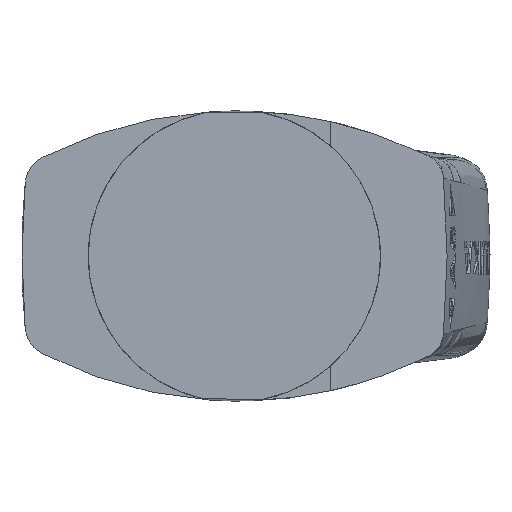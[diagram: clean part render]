
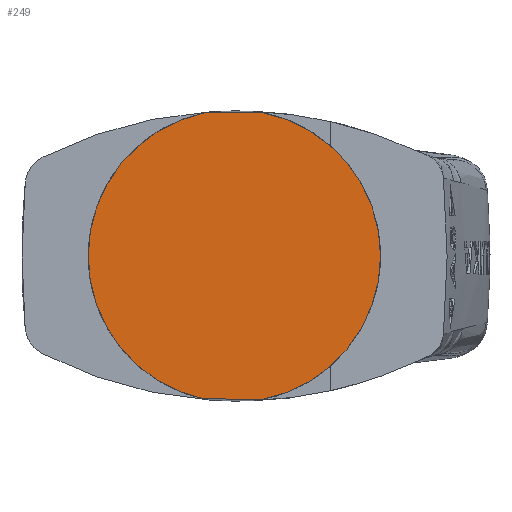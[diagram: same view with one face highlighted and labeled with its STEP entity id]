
A CAD part, top view. The second image highlights one B-rep face of the part: STEP entity #249.
In plain terms, the highlighted planar face has unit normal (0, 0, 1).
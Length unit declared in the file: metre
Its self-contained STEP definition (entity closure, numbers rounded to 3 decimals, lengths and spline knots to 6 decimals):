
#249 = ADVANCED_FACE( '', ( #698 ), #699, .T. );
#698 = FACE_OUTER_BOUND( '', #1457, .T. );
#699 = PLANE( '', #1458 );
#1457 = EDGE_LOOP( '', ( #5351, #5352, #5353, #5354 ) );
#1458 = AXIS2_PLACEMENT_3D( '', #5355, #5356, #5357 );
#5351 = ORIENTED_EDGE( '', *, *, #7119, .T. );
#5352 = ORIENTED_EDGE( '', *, *, #7120, .T. );
#5353 = ORIENTED_EDGE( '', *, *, #7121, .T. );
#5354 = ORIENTED_EDGE( '', *, *, #7122, .T. );
#5355 = CARTESIAN_POINT( '', ( 0.000701, 0.038777, 0.517701 ) );
#5356 = DIRECTION( '', ( 0., 0., 1. ) );
#5357 = DIRECTION( '', ( 0., 1., 0. ) );
#7119 = EDGE_CURVE( '', #7893, #7894, #7895, .T. );
#7120 = EDGE_CURVE( '', #7894, #7896, #7897, .T. );
#7121 = EDGE_CURVE( '', #7896, #7898, #7899, .T. );
#7122 = EDGE_CURVE( '', #7898, #7893, #7900, .T. );
#7893 = VERTEX_POINT( '', #9135 );
#7894 = VERTEX_POINT( '', #9136 );
#7895 = B_SPLINE_CURVE_WITH_KNOTS( '', 3, ( #9137, #9138, #9139, #9140 ), .UNSPECIFIED., .F., .F., ( 4, 4 ), ( 0., 0.014113 ), .UNSPECIFIED. );
#7896 = VERTEX_POINT( '', #9141 );
#7897 = CIRCLE( '', #9142, 0.035 );
#7898 = VERTEX_POINT( '', #9143 );
#7899 = B_SPLINE_CURVE_WITH_KNOTS( '', 3, ( #9144, #9145, #9146, #9147 ), .UNSPECIFIED., .F., .F., ( 4, 4 ), ( 0., 0.014157 ), .UNSPECIFIED. );
#7900 = CIRCLE( '', #9148, 0.035 );
#9135 = CARTESIAN_POINT( '', ( 0.007535, 0.073103, 0.517701 ) );
#9136 = CARTESIAN_POINT( '', ( -0.006577, 0.073012, 0.517701 ) );
#9137 = CARTESIAN_POINT( '', ( 0.007535, 0.073103, 0.517701 ) );
#9138 = CARTESIAN_POINT( '', ( 0.002829, 0.073398, 0.517701 ) );
#9139 = CARTESIAN_POINT( '', ( -0.001875, 0.073368, 0.517701 ) );
#9140 = CARTESIAN_POINT( '', ( -0.006577, 0.073012, 0.517701 ) );
#9141 = CARTESIAN_POINT( '', ( -0.006773, 0.004584, 0.517701 ) );
#9142 = AXIS2_PLACEMENT_3D( '', #13074, #13075, #13076 );
#9143 = CARTESIAN_POINT( '', ( 0.007383, 0.00442, 0.517701 ) );
#9144 = CARTESIAN_POINT( '', ( -0.006773, 0.004584, 0.517701 ) );
#9145 = CARTESIAN_POINT( '', ( -0.002059, 0.004199, 0.517701 ) );
#9146 = CARTESIAN_POINT( '', ( 0.00266, 0.004144, 0.517701 ) );
#9147 = CARTESIAN_POINT( '', ( 0.007383, 0.00442, 0.517701 ) );
#9148 = AXIS2_PLACEMENT_3D( '', #13077, #13078, #13079 );
#13074 = CARTESIAN_POINT( '', ( 0.000701, 0.038777, 0.517701 ) );
#13075 = DIRECTION( '', ( 0., 0., 1. ) );
#13076 = DIRECTION( '', ( 0., 1., 0. ) );
#13077 = CARTESIAN_POINT( '', ( 0.000701, 0.038777, 0.517701 ) );
#13078 = DIRECTION( '', ( 0., 0., 1. ) );
#13079 = DIRECTION( '', ( 0., 1., 0. ) );
